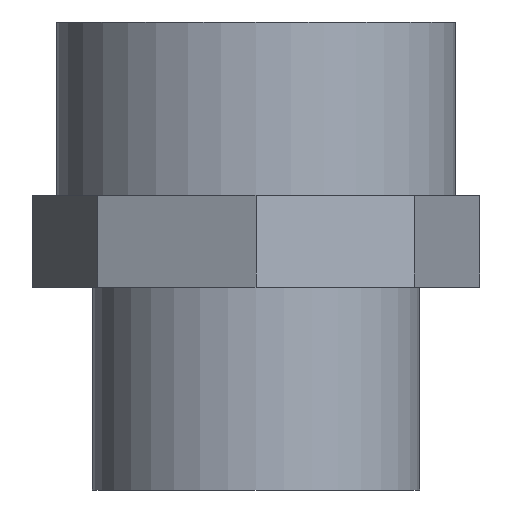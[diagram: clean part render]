
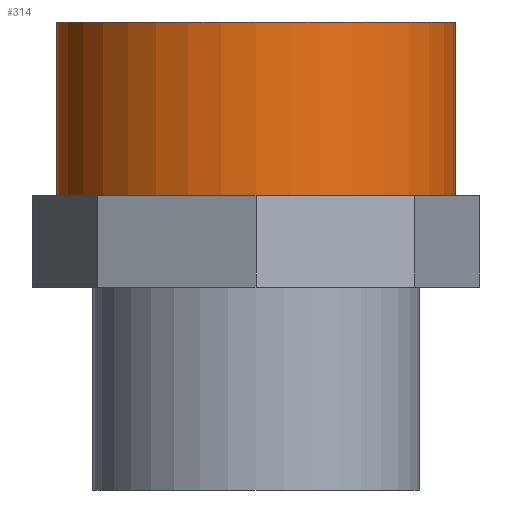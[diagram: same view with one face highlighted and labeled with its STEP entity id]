
A CAD part, front view. The second image highlights one B-rep face of the part: STEP entity #314.
In plain terms, the highlighted cylindrical face has radius 30.5 mm (diameter 61 mm), a full revolution.
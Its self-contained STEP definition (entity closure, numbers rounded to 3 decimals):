
#86=FACE_BOUND($,#134,.T.);
#106=FACE_OUTER_BOUND($,#133,.T.);
#133=EDGE_LOOP($,(#281));
#134=EDGE_LOOP($,(#282));
#149=CIRCLE($,#331,30.5);
#153=CIRCLE($,#347,30.5);
#169=VERTEX_POINT($,#477);
#181=VERTEX_POINT($,#521);
#197=EDGE_CURVE($,#169,#169,#149,.T.);
#217=EDGE_CURVE($,#181,#181,#153,.T.);
#281=ORIENTED_EDGE($,*,*,#197,.T.);
#282=ORIENTED_EDGE($,*,*,#217,.F.);
#295=CYLINDRICAL_SURFACE($,#346,30.5);
#314=ADVANCED_FACE($,(#106,#86),#295,.T.);
#331=AXIS2_PLACEMENT_3D($,#478,#382,#383);
#346=AXIS2_PLACEMENT_3D($,#520,#428,#429);
#347=AXIS2_PLACEMENT_3D($,#522,#430,#431);
#382=DIRECTION('center_axis',(0.,0.,1.));
#383=DIRECTION('ref_axis',(0.,-1.,0.));
#428=DIRECTION('center_axis',(0.,0.,1.));
#429=DIRECTION('ref_axis',(0.,-1.,0.));
#430=DIRECTION('center_axis',(0.,0.,1.));
#431=DIRECTION('ref_axis',(0.,-1.,0.));
#477=CARTESIAN_POINT('',(0.,30.5,45.));
#478=CARTESIAN_POINT('Origin',(0.,0.,45.));
#520=CARTESIAN_POINT('Origin',(0.,0.,55.));
#521=CARTESIAN_POINT('',(0.,-30.5,71.5));
#522=CARTESIAN_POINT('Origin',(0.,0.,71.5));
